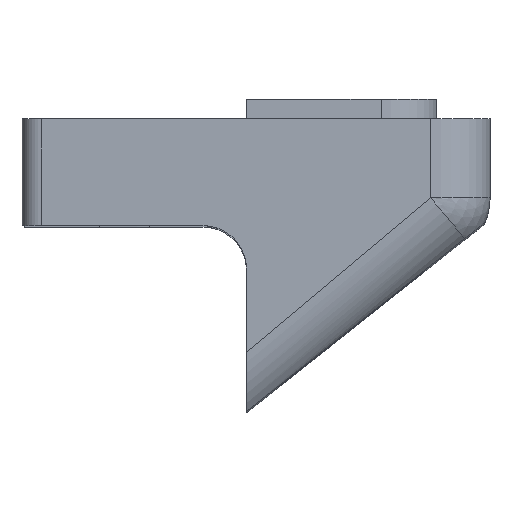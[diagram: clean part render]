
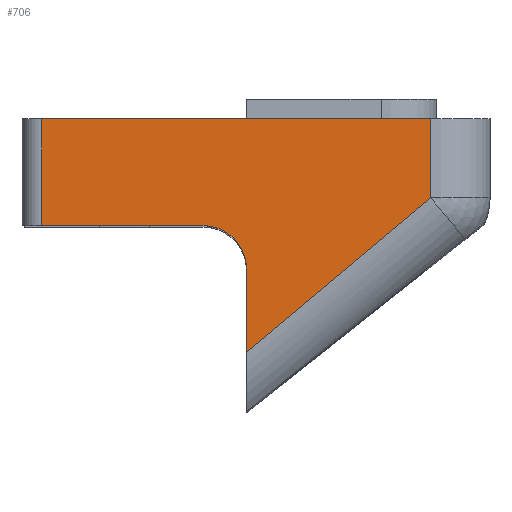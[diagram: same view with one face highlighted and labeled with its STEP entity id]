
A CAD part, top view. The second image highlights one B-rep face of the part: STEP entity #706.
In plain terms, the highlighted planar face has unit normal (0, 0, 1).
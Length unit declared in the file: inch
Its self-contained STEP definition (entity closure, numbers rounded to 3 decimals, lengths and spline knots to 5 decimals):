
#17 = EDGE_CURVE ( 'NONE', #4568, #2296, #3928, .T. ) ;
#114 = LINE ( 'NONE', #5087, #2377 ) ;
#178 = EDGE_CURVE ( 'NONE', #5251, #235, #1423, .T. ) ;
#188 = VERTEX_POINT ( 'NONE', #3559 ) ;
#235 = VERTEX_POINT ( 'NONE', #3476 ) ;
#312 = LINE ( 'NONE', #6439, #5060 ) ;
#688 = VECTOR ( 'NONE', #2162, 39.37008 ) ;
#706 = ADVANCED_FACE ( 'NONE', ( #6387 ), #2819, .T. ) ;
#838 = DIRECTION ( 'NONE',  ( 1., 0., 0. ) ) ;
#859 = CARTESIAN_POINT ( 'NONE',  ( 2.4011, -5.21985, 0.48 ) ) ;
#900 = DIRECTION ( 'NONE',  ( 1., 0., 0. ) ) ;
#941 = DIRECTION ( 'NONE',  ( 1., 0., 0. ) ) ;
#1015 = EDGE_LOOP ( 'NONE', ( #4969, #5764, #7352, #2020, #6893, #6651, #2443 ) ) ;
#1272 = DIRECTION ( 'NONE',  ( -1., 0., 0. ) ) ;
#1423 = LINE ( 'NONE', #7690, #7862 ) ;
#1435 = EDGE_CURVE ( 'NONE', #3099, #188, #7666, .T. ) ;
#1545 = DIRECTION ( 'NONE',  ( 0., 1., 0. ) ) ;
#1634 = CARTESIAN_POINT ( 'NONE',  ( 3.43554, -0.7481, 0.48 ) ) ;
#1660 = CARTESIAN_POINT ( 'NONE',  ( 3.43554, -0.32763, 0.48 ) ) ;
#1889 = CARTESIAN_POINT ( 'NONE',  ( 0., -0.10763, 0.48 ) ) ;
#1973 = AXIS2_PLACEMENT_3D ( 'NONE', #7760, #5232, #900 ) ;
#2020 = ORIENTED_EDGE ( 'NONE', *, *, #5486, .F. ) ;
#2079 = CARTESIAN_POINT ( 'NONE',  ( 3.43554, 0., 0.48 ) ) ;
#2162 = DIRECTION ( 'NONE',  ( 0., -1., 0. ) ) ;
#2296 = VERTEX_POINT ( 'NONE', #1634 ) ;
#2310 = CARTESIAN_POINT ( 'NONE',  ( 3.21554, -0.32763, 0.48 ) ) ;
#2377 = VECTOR ( 'NONE', #5006, 39.37008 ) ;
#2443 = ORIENTED_EDGE ( 'NONE', *, *, #178, .T. ) ;
#2568 = CARTESIAN_POINT ( 'NONE',  ( 3.21554, -0.10763, 0.48 ) ) ;
#2765 = AXIS2_PLACEMENT_3D ( 'NONE', #2310, #5354, #941 ) ;
#2819 = PLANE ( 'NONE',  #1973 ) ;
#3099 = VERTEX_POINT ( 'NONE', #6633 ) ;
#3296 = DIRECTION ( 'NONE',  ( 0., -1., 0. ) ) ;
#3476 = CARTESIAN_POINT ( 'NONE',  ( 4.36554, 0.4319, 0.48 ) ) ;
#3541 = CIRCLE ( 'NONE', #2765, 0.22 ) ;
#3559 = CARTESIAN_POINT ( 'NONE',  ( 2.4011, -0.10763, 0.48 ) ) ;
#3928 = LINE ( 'NONE', #2079, #688 ) ;
#4519 = CARTESIAN_POINT ( 'NONE',  ( 4.36554, 0.03226, 0.48 ) ) ;
#4568 = VERTEX_POINT ( 'NONE', #1660 ) ;
#4969 = ORIENTED_EDGE ( 'NONE', *, *, #7780, .F. ) ;
#5006 = DIRECTION ( 'NONE',  ( 0.766, 0.643, 0. ) ) ;
#5060 = VECTOR ( 'NONE', #838, 39.37008 ) ;
#5087 = CARTESIAN_POINT ( 'NONE',  ( 4.1727, -0.12954, 0.48 ) ) ;
#5232 = DIRECTION ( 'NONE',  ( 0., 0., 1. ) ) ;
#5251 = VERTEX_POINT ( 'NONE', #4519 ) ;
#5354 = DIRECTION ( 'NONE',  ( 0., 0., 1. ) ) ;
#5486 = EDGE_CURVE ( 'NONE', #4568, #5697, #3541, .T. ) ;
#5697 = VERTEX_POINT ( 'NONE', #2568 ) ;
#5764 = ORIENTED_EDGE ( 'NONE', *, *, #1435, .T. ) ;
#6047 = EDGE_CURVE ( 'NONE', #5697, #188, #7375, .T. ) ;
#6072 = VECTOR ( 'NONE', #3296, 39.37008 ) ;
#6349 = VECTOR ( 'NONE', #1272, 39.37008 ) ;
#6387 = FACE_OUTER_BOUND ( 'NONE', #1015, .T. ) ;
#6439 = CARTESIAN_POINT ( 'NONE',  ( 0., 0.4319, 0.48 ) ) ;
#6501 = EDGE_CURVE ( 'NONE', #2296, #5251, #114, .T. ) ;
#6633 = CARTESIAN_POINT ( 'NONE',  ( 2.4011, 0.4319, 0.48 ) ) ;
#6651 = ORIENTED_EDGE ( 'NONE', *, *, #6501, .T. ) ;
#6893 = ORIENTED_EDGE ( 'NONE', *, *, #17, .T. ) ;
#7352 = ORIENTED_EDGE ( 'NONE', *, *, #6047, .F. ) ;
#7375 = LINE ( 'NONE', #1889, #6349 ) ;
#7666 = LINE ( 'NONE', #859, #6072 ) ;
#7690 = CARTESIAN_POINT ( 'NONE',  ( 4.36554, -5.21985, 0.48 ) ) ;
#7760 = CARTESIAN_POINT ( 'NONE',  ( 0., -5.21985, 0.48 ) ) ;
#7780 = EDGE_CURVE ( 'NONE', #3099, #235, #312, .T. ) ;
#7862 = VECTOR ( 'NONE', #1545, 39.37008 ) ;
